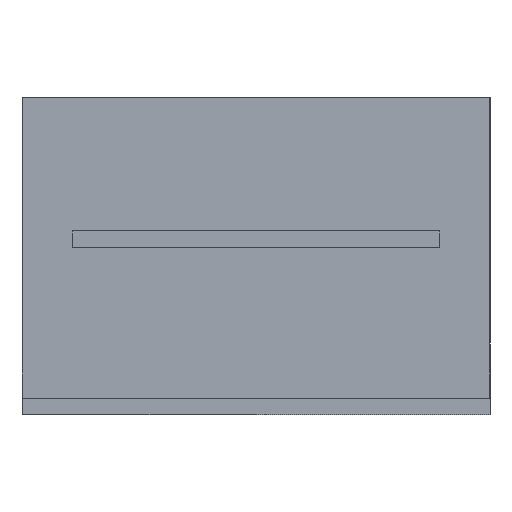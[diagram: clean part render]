
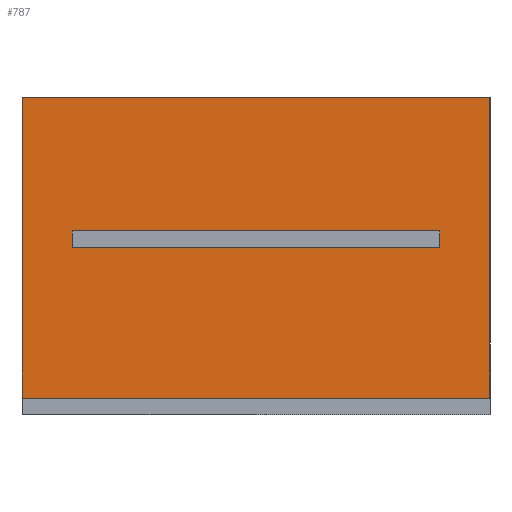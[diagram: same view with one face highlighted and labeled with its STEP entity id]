
A CAD part, left-side view. The second image highlights one B-rep face of the part: STEP entity #787.
In plain terms, the highlighted planar face has unit normal (-1, 0, 0).
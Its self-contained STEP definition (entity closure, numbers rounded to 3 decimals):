
#39=FACE_BOUND('',#123,.T.);
#77=FACE_OUTER_BOUND('',#122,.T.);
#122=EDGE_LOOP('',(#637,#638,#639,#640));
#123=EDGE_LOOP('',(#641,#642,#643,#644));
#146=LINE('',#1135,#234);
#151=LINE('',#1145,#239);
#154=LINE('',#1156,#242);
#178=LINE('',#1222,#266);
#184=LINE('',#1232,#272);
#196=LINE('',#1258,#284);
#200=LINE('',#1264,#288);
#201=LINE('',#1266,#289);
#234=VECTOR('',#918,10.);
#239=VECTOR('',#927,10.);
#242=VECTOR('',#934,10.);
#266=VECTOR('',#986,10.);
#272=VECTOR('',#996,10.);
#284=VECTOR('',#1016,10.);
#288=VECTOR('',#1024,10.);
#289=VECTOR('',#1027,10.);
#331=VERTEX_POINT('',#1133);
#332=VERTEX_POINT('',#1134);
#335=VERTEX_POINT('',#1143);
#338=VERTEX_POINT('',#1155);
#359=VERTEX_POINT('',#1219);
#360=VERTEX_POINT('',#1221);
#371=VERTEX_POINT('',#1255);
#372=VERTEX_POINT('',#1257);
#403=EDGE_CURVE('',#331,#332,#146,.T.);
#409=EDGE_CURVE('',#332,#335,#151,.T.);
#413=EDGE_CURVE('',#335,#338,#154,.T.);
#444=EDGE_CURVE('',#359,#360,#178,.T.);
#450=EDGE_CURVE('',#338,#331,#184,.T.);
#462=EDGE_CURVE('',#371,#372,#196,.T.);
#466=EDGE_CURVE('',#359,#372,#200,.T.);
#467=EDGE_CURVE('',#371,#360,#201,.T.);
#637=ORIENTED_EDGE('',*,*,#467,.T.);
#638=ORIENTED_EDGE('',*,*,#444,.F.);
#639=ORIENTED_EDGE('',*,*,#466,.T.);
#640=ORIENTED_EDGE('',*,*,#462,.F.);
#641=ORIENTED_EDGE('',*,*,#413,.T.);
#642=ORIENTED_EDGE('',*,*,#450,.T.);
#643=ORIENTED_EDGE('',*,*,#403,.T.);
#644=ORIENTED_EDGE('',*,*,#409,.T.);
#745=PLANE('',#876);
#787=ADVANCED_FACE('',(#77,#39),#745,.T.);
#876=AXIS2_PLACEMENT_3D('',#1267,#1028,#1029);
#918=DIRECTION('',(0.,0.,1.));
#927=DIRECTION('',(0.,-1.,0.));
#934=DIRECTION('',(0.,0.,-1.));
#986=DIRECTION('',(0.,-1.,0.));
#996=DIRECTION('',(0.,1.,0.));
#1016=DIRECTION('',(0.,1.,0.));
#1024=DIRECTION('',(0.,0.,-1.));
#1027=DIRECTION('',(0.,0.,1.));
#1028=DIRECTION('center_axis',(-1.,0.,0.));
#1029=DIRECTION('ref_axis',(0.,-1.,0.));
#1133=CARTESIAN_POINT('',(0.,2.5,-0.1));
#1134=CARTESIAN_POINT('',(0.,2.5,0.));
#1135=CARTESIAN_POINT('',(0.,2.5,-0.05));
#1143=CARTESIAN_POINT('',(0.,0.3,0.));
#1145=CARTESIAN_POINT('',(0.,2.1,0.));
#1155=CARTESIAN_POINT('',(0.,0.3,-0.1));
#1156=CARTESIAN_POINT('',(0.,0.3,-0.05));
#1219=CARTESIAN_POINT('',(0.,2.8,0.8));
#1221=CARTESIAN_POINT('',(0.,0.,0.8));
#1222=CARTESIAN_POINT('',(0.,2.8,0.8));
#1232=CARTESIAN_POINT('',(0.,2.1,-0.1));
#1255=CARTESIAN_POINT('',(0.,0.,-1.));
#1257=CARTESIAN_POINT('',(0.,2.8,-1.));
#1258=CARTESIAN_POINT('',(0.,2.8,-1.));
#1264=CARTESIAN_POINT('',(0.,2.8,0.));
#1266=CARTESIAN_POINT('',(0.,0.,0.));
#1267=CARTESIAN_POINT('Origin',(0.,2.8,0.));
